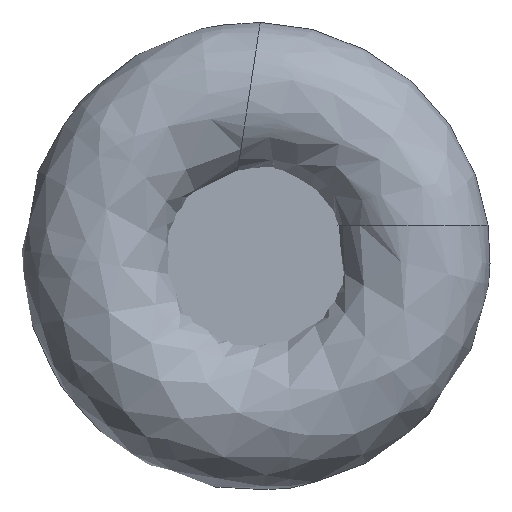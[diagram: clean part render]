
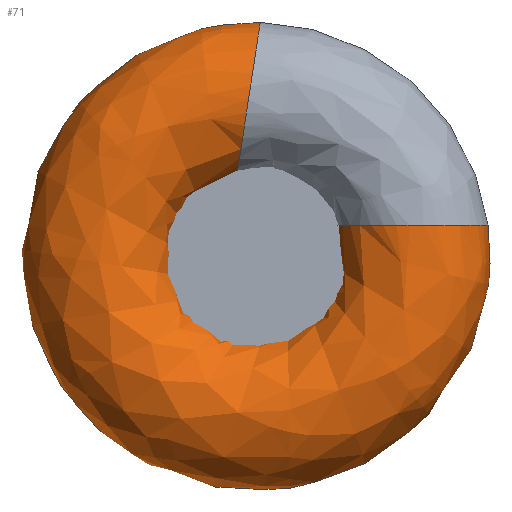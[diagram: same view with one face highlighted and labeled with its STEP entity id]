
A CAD part, left-side view. The second image highlights one B-rep face of the part: STEP entity #71.
In plain terms, the highlighted free-form (B-spline) face has degree [3, 3] with [7, 7] control points.
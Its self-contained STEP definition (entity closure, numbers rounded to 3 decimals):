
#71=ADVANCED_FACE('',(#90,#91),#88,.F.);
#88=(
BOUNDED_SURFACE()
B_SPLINE_SURFACE(3,3,((#331,#332,#333,#334,#335,#336,#337),(#338,#339,#340,
#341,#342,#343,#344),(#345,#346,#347,#348,#349,#350,#351),(#352,#353,#354,
#355,#356,#357,#358),(#359,#360,#361,#362,#363,#364,#365),(#366,#367,#368,
#369,#370,#371,#372),(#373,#374,#375,#376,#377,#378,#379)),
 .UNSPECIFIED.,.T.,.F.,.F.)
B_SPLINE_SURFACE_WITH_KNOTS((1,3,3,3,1),(4,3,4),(-0.5,0.,0.5,1.,1.5),(0.,
0.5,1.),.UNSPECIFIED.)
GEOMETRIC_REPRESENTATION_ITEM()
RATIONAL_B_SPLINE_SURFACE(((1.,0.565,0.565,1.,0.565,
0.565,1.),(0.333,0.188,0.188,
0.333,0.188,0.188,0.333),
(0.333,0.188,0.188,0.333,
0.188,0.188,0.333),(1.,0.565,
0.565,1.,0.565,0.565,1.),(0.333,
0.188,0.188,0.333,0.188,
0.188,0.333),(0.333,0.188,
0.188,0.333,0.188,0.188,
0.333),(1.,0.565,0.565,1.,0.565,
0.565,1.)))
REPRESENTATION_ITEM('')
SURFACE()
);
#90=FACE_BOUND('',#120,.T.);
#91=FACE_BOUND('',#121,.T.);
#120=EDGE_LOOP('',(#152));
#121=EDGE_LOOP('',(#153));
#152=ORIENTED_EDGE('',*,*,#200,.T.);
#153=ORIENTED_EDGE('',*,*,#201,.T.);
#184=VERTEX_POINT('',#328);
#185=VERTEX_POINT('',#330);
#200=EDGE_CURVE('',#184,#184,#216,.T.);
#201=EDGE_CURVE('',#185,#185,#217,.T.);
#216=CIRCLE('',#233,5.);
#217=CIRCLE('',#234,5.);
#233=AXIS2_PLACEMENT_3D('',#327,#265,#266);
#234=AXIS2_PLACEMENT_3D('',#329,#267,#268);
#265=DIRECTION('',(0.,0.989,0.151));
#266=DIRECTION('',(1.,0.,0.));
#267=DIRECTION('',(0.,0.,-1.));
#268=DIRECTION('',(1.,0.,0.));
#327=CARTESIAN_POINT('',(5.,0.488,10.055));
#328=CARTESIAN_POINT('',(10.,0.488,10.055));
#329=CARTESIAN_POINT('',(5.,-9.866,2.));
#330=CARTESIAN_POINT('',(10.,-9.866,2.));
#331=CARTESIAN_POINT('',(10.,-9.866,2.));
#332=CARTESIAN_POINT('',(10.,-12.079,-8.917));
#333=CARTESIAN_POINT('',(10.,-2.611,-14.785));
#334=CARTESIAN_POINT('',(10.,6.181,-7.945));
#335=CARTESIAN_POINT('',(10.,14.973,-1.106));
#336=CARTESIAN_POINT('',(10.,11.614,9.515));
#337=CARTESIAN_POINT('',(10.,0.488,10.055));
#338=CARTESIAN_POINT('',(10.,0.134,2.));
#339=CARTESIAN_POINT('',(10.,-2.079,2.148));
#340=CARTESIAN_POINT('',(10.,-2.987,0.125));
#341=CARTESIAN_POINT('',(10.,-1.405,-1.43));
#342=CARTESIAN_POINT('',(10.,0.177,-2.984));
#343=CARTESIAN_POINT('',(10.,2.185,-2.041));
#344=CARTESIAN_POINT('',(10.,1.997,0.169));
#345=CARTESIAN_POINT('',(0.,0.134,2.));
#346=CARTESIAN_POINT('',(0.,-2.079,2.148));
#347=CARTESIAN_POINT('',(0.,-2.987,0.125));
#348=CARTESIAN_POINT('',(0.,-1.405,-1.43));
#349=CARTESIAN_POINT('',(0.,0.177,-2.984));
#350=CARTESIAN_POINT('',(0.,2.185,-2.041));
#351=CARTESIAN_POINT('',(0.,1.997,0.169));
#352=CARTESIAN_POINT('',(0.,-9.866,2.));
#353=CARTESIAN_POINT('',(0.,-12.079,-8.917));
#354=CARTESIAN_POINT('',(0.,-2.611,-14.785));
#355=CARTESIAN_POINT('',(0.,6.181,-7.945));
#356=CARTESIAN_POINT('',(0.,14.973,-1.106));
#357=CARTESIAN_POINT('',(0.,11.614,9.515));
#358=CARTESIAN_POINT('',(0.,0.488,10.055));
#359=CARTESIAN_POINT('',(0.,-19.866,2.));
#360=CARTESIAN_POINT('',(0.,-22.079,-19.982));
#361=CARTESIAN_POINT('',(0.,-2.235,-29.695));
#362=CARTESIAN_POINT('',(0.,13.767,-14.461));
#363=CARTESIAN_POINT('',(0.,29.769,0.773));
#364=CARTESIAN_POINT('',(0.,21.043,21.07));
#365=CARTESIAN_POINT('',(0.,-1.022,19.94));
#366=CARTESIAN_POINT('',(10.,-19.866,2.));
#367=CARTESIAN_POINT('',(10.,-22.079,-19.982));
#368=CARTESIAN_POINT('',(10.,-2.235,-29.695));
#369=CARTESIAN_POINT('',(10.,13.767,-14.461));
#370=CARTESIAN_POINT('',(10.,29.769,0.773));
#371=CARTESIAN_POINT('',(10.,21.043,21.07));
#372=CARTESIAN_POINT('',(10.,-1.022,19.94));
#373=CARTESIAN_POINT('',(10.,-9.866,2.));
#374=CARTESIAN_POINT('',(10.,-12.079,-8.917));
#375=CARTESIAN_POINT('',(10.,-2.611,-14.785));
#376=CARTESIAN_POINT('',(10.,6.181,-7.945));
#377=CARTESIAN_POINT('',(10.,14.973,-1.106));
#378=CARTESIAN_POINT('',(10.,11.614,9.515));
#379=CARTESIAN_POINT('',(10.,0.488,10.055));
